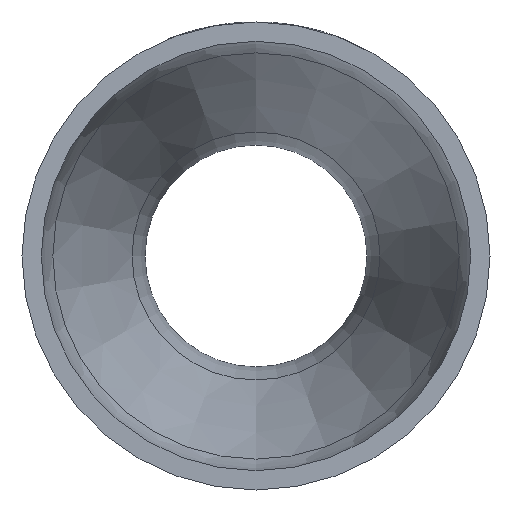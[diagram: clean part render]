
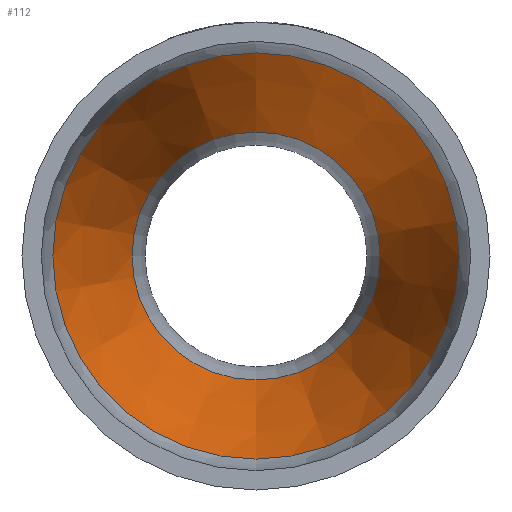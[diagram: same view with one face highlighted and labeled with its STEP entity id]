
A CAD part, front view. The second image highlights one B-rep face of the part: STEP entity #112.
In plain terms, the highlighted conical face has half-angle 16.166 degrees and reference radius 20.964 mm.
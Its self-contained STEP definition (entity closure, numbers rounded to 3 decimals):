
#112 = ADVANCED_FACE ( 'NONE', ( #1330, #1166 ), #12204, .F. ) ;
#169 = ORIENTED_EDGE ( 'NONE', *, *, #3101, .F. ) ;
#1166 = FACE_OUTER_BOUND ( 'NONE', #8835, .T. ) ;
#1330 = FACE_BOUND ( 'NONE', #13927, .T. ) ;
#2437 = VERTEX_POINT ( 'NONE', #3000 ) ;
#2956 = AXIS2_PLACEMENT_3D ( 'NONE', #14045, #4231, #10774 ) ;
#3000 = CARTESIAN_POINT ( 'NONE',  ( 0., 45.534, -12.794 ) ) ;
#3101 = EDGE_CURVE ( 'NONE', #2437, #2437, #7267, .T. ) ;
#4231 = DIRECTION ( 'NONE',  ( 0., -1., 0. ) ) ;
#5887 = VERTEX_POINT ( 'NONE', #12999 ) ;
#6032 = DIRECTION ( 'NONE',  ( 0., -1., 0. ) ) ;
#7267 = CIRCLE ( 'NONE', #2956, 12.794 ) ;
#7495 = AXIS2_PLACEMENT_3D ( 'NONE', #13711, #6032, #11553 ) ;
#8247 = CARTESIAN_POINT ( 'NONE',  ( 0., 17.353, 0. ) ) ;
#8835 = EDGE_LOOP ( 'NONE', ( #14204 ) ) ;
#9571 = CIRCLE ( 'NONE', #13813, 20.964 ) ;
#10774 = DIRECTION ( 'NONE',  ( 0., 0., -1. ) ) ;
#11548 = DIRECTION ( 'NONE',  ( 0., -1., 0. ) ) ;
#11553 = DIRECTION ( 'NONE',  ( 0., 0., -1. ) ) ;
#11642 = DIRECTION ( 'NONE',  ( 0., 0., -1. ) ) ;
#12204 = CONICAL_SURFACE ( 'NONE', #7495, 20.964, 0.282 ) ;
#12730 = EDGE_CURVE ( 'NONE', #5887, #5887, #9571, .T. ) ;
#12999 = CARTESIAN_POINT ( 'NONE',  ( 0., 17.353, -20.964 ) ) ;
#13711 = CARTESIAN_POINT ( 'NONE',  ( 0., 17.353, 0. ) ) ;
#13813 = AXIS2_PLACEMENT_3D ( 'NONE', #8247, #11548, #11642 ) ;
#13927 = EDGE_LOOP ( 'NONE', ( #169 ) ) ;
#14045 = CARTESIAN_POINT ( 'NONE',  ( 0., 45.534, 0. ) ) ;
#14204 = ORIENTED_EDGE ( 'NONE', *, *, #12730, .T. ) ;
